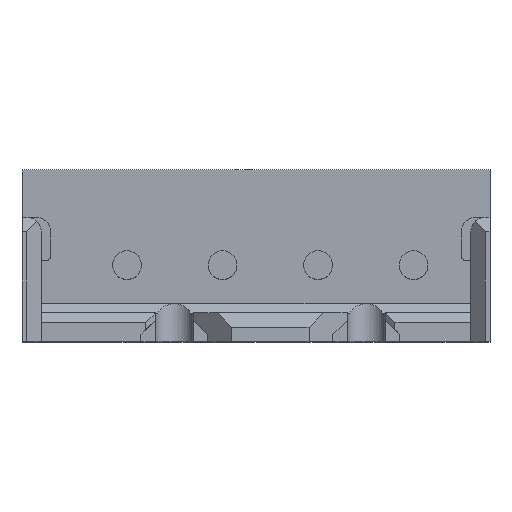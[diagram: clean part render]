
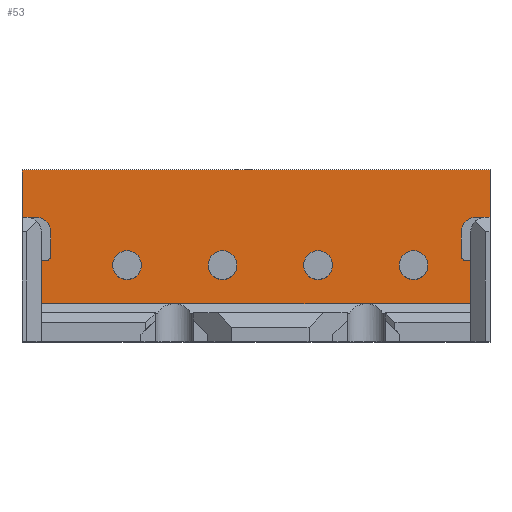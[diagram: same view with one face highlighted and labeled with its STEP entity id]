
A CAD part, top view. The second image highlights one B-rep face of the part: STEP entity #53.
In plain terms, the highlighted planar face has unit normal (0, 0, 1).
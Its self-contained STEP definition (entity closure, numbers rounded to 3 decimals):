
#53=ADVANCED_FACE('',(#210,#211,#212,#213,#214),#215,.T.);
#210=FACE_OUTER_BOUND('',#518,.T.);
#211=FACE_BOUND('',#519,.T.);
#212=FACE_BOUND('',#520,.T.);
#213=FACE_BOUND('',#521,.T.);
#214=FACE_BOUND('',#522,.T.);
#215=PLANE('',#523);
#518=EDGE_LOOP('',(#1006,#1007,#1008,#1009,#1010,#1011,#1012,#1013,#1014,#1015,#1016,#1017,#1018,#1019,#1020,#1021,#1022,#1023,#1024));
#519=EDGE_LOOP('',(#1025,#1026));
#520=EDGE_LOOP('',(#1027,#1028));
#521=EDGE_LOOP('',(#1029,#1030));
#522=EDGE_LOOP('',(#1031,#1032));
#523=AXIS2_PLACEMENT_3D('',#1033,#1034,#1035);
#1006=ORIENTED_EDGE('',*,*,#2191,.T.);
#1007=ORIENTED_EDGE('',*,*,#2213,.T.);
#1008=ORIENTED_EDGE('',*,*,#2214,.F.);
#1009=ORIENTED_EDGE('',*,*,#2215,.T.);
#1010=ORIENTED_EDGE('',*,*,#2216,.T.);
#1011=ORIENTED_EDGE('',*,*,#2217,.F.);
#1012=ORIENTED_EDGE('',*,*,#2218,.T.);
#1013=ORIENTED_EDGE('',*,*,#2205,.F.);
#1014=ORIENTED_EDGE('',*,*,#2219,.T.);
#1015=ORIENTED_EDGE('',*,*,#2220,.F.);
#1016=ORIENTED_EDGE('',*,*,#2221,.F.);
#1017=ORIENTED_EDGE('',*,*,#2222,.F.);
#1018=ORIENTED_EDGE('',*,*,#2223,.F.);
#1019=ORIENTED_EDGE('',*,*,#2224,.T.);
#1020=ORIENTED_EDGE('',*,*,#2212,.F.);
#1021=ORIENTED_EDGE('',*,*,#2225,.T.);
#1022=ORIENTED_EDGE('',*,*,#2226,.T.);
#1023=ORIENTED_EDGE('',*,*,#2227,.T.);
#1024=ORIENTED_EDGE('',*,*,#2228,.T.);
#1025=ORIENTED_EDGE('',*,*,#2229,.T.);
#1026=ORIENTED_EDGE('',*,*,#2230,.T.);
#1027=ORIENTED_EDGE('',*,*,#2231,.T.);
#1028=ORIENTED_EDGE('',*,*,#2232,.T.);
#1029=ORIENTED_EDGE('',*,*,#2233,.T.);
#1030=ORIENTED_EDGE('',*,*,#2234,.T.);
#1031=ORIENTED_EDGE('',*,*,#2235,.T.);
#1032=ORIENTED_EDGE('',*,*,#2236,.T.);
#1033=CARTESIAN_POINT('',(4.9,1.0,-5.1));
#1034=DIRECTION('',(0.0,0.0,1.0));
#1035=DIRECTION('',(1.0,0.0,0.0));
#2191=EDGE_CURVE('',#2600,#2598,#2601,.T.);
#2205=EDGE_CURVE('',#2626,#2621,#2628,.T.);
#2212=EDGE_CURVE('',#2639,#2630,#2641,.T.);
#2213=EDGE_CURVE('',#2598,#2642,#2643,.T.);
#2214=EDGE_CURVE('',#2644,#2642,#2645,.T.);
#2215=EDGE_CURVE('',#2644,#2646,#2647,.T.);
#2216=EDGE_CURVE('',#2646,#2648,#2649,.T.);
#2217=EDGE_CURVE('',#2650,#2648,#2651,.T.);
#2218=EDGE_CURVE('',#2650,#2621,#2652,.T.);
#2219=EDGE_CURVE('',#2626,#2653,#2654,.T.);
#2220=EDGE_CURVE('',#2655,#2653,#2656,.T.);
#2221=EDGE_CURVE('',#2657,#2655,#2658,.T.);
#2222=EDGE_CURVE('',#2659,#2657,#2660,.T.);
#2223=EDGE_CURVE('',#2661,#2659,#2662,.T.);
#2224=EDGE_CURVE('',#2661,#2630,#2663,.T.);
#2225=EDGE_CURVE('',#2639,#2664,#2665,.T.);
#2226=EDGE_CURVE('',#2664,#2666,#2667,.T.);
#2227=EDGE_CURVE('',#2666,#2668,#2669,.T.);
#2228=EDGE_CURVE('',#2668,#2600,#2670,.T.);
#2229=EDGE_CURVE('',#2671,#2672,#2673,.T.);
#2230=EDGE_CURVE('',#2672,#2671,#2674,.T.);
#2231=EDGE_CURVE('',#2675,#2676,#2677,.T.);
#2232=EDGE_CURVE('',#2676,#2675,#2678,.T.);
#2233=EDGE_CURVE('',#2679,#2680,#2681,.T.);
#2234=EDGE_CURVE('',#2680,#2679,#2682,.T.);
#2235=EDGE_CURVE('',#2683,#2684,#2685,.T.);
#2236=EDGE_CURVE('',#2684,#2683,#2686,.T.);
#2598=VERTEX_POINT('',#3282);
#2600=VERTEX_POINT('',#3285);
#2601=LINE('',#3286,#3287);
#2621=VERTEX_POINT('',#3317);
#2626=VERTEX_POINT('',#3324);
#2628=LINE('',#3327,#3328);
#2630=VERTEX_POINT('',#3330);
#2639=VERTEX_POINT('',#3344);
#2641=LINE('',#3347,#3348);
#2642=VERTEX_POINT('',#3349);
#2643=LINE('',#3350,#3351);
#2644=VERTEX_POINT('',#3352);
#2645=LINE('',#3353,#3354);
#2646=VERTEX_POINT('',#3355);
#2647=LINE('',#3356,#3357);
#2648=VERTEX_POINT('',#3358);
#2649=CIRCLE('',#3359,0.3);
#2650=VERTEX_POINT('',#3360);
#2651=LINE('',#3361,#3362);
#2652=CIRCLE('',#3363,0.1);
#2653=VERTEX_POINT('',#3364);
#2654=LINE('',#3365,#3366);
#2655=VERTEX_POINT('',#3367);
#2656=LINE('',#3368,#3369);
#2657=VERTEX_POINT('',#3370);
#2658=LINE('',#3371,#3372);
#2659=VERTEX_POINT('',#3373);
#2660=LINE('',#3374,#3375);
#2661=VERTEX_POINT('',#3376);
#2662=LINE('',#3377,#3378);
#2663=LINE('',#3379,#3380);
#2664=VERTEX_POINT('',#3381);
#2665=CIRCLE('',#3382,0.1);
#2666=VERTEX_POINT('',#3383);
#2667=LINE('',#3384,#3385);
#2668=VERTEX_POINT('',#3386);
#2669=CIRCLE('',#3387,0.3);
#2670=LINE('',#3388,#3389);
#2671=VERTEX_POINT('',#3390);
#2672=VERTEX_POINT('',#3391);
#2673=CIRCLE('',#3392,0.3);
#2674=CIRCLE('',#3393,0.3);
#2675=VERTEX_POINT('',#3394);
#2676=VERTEX_POINT('',#3395);
#2677=CIRCLE('',#3396,0.3);
#2678=CIRCLE('',#3397,0.3);
#2679=VERTEX_POINT('',#3398);
#2680=VERTEX_POINT('',#3399);
#2681=CIRCLE('',#3400,0.3);
#2682=CIRCLE('',#3401,0.3);
#2683=VERTEX_POINT('',#3402);
#2684=VERTEX_POINT('',#3403);
#2685=CIRCLE('',#3404,0.3);
#2686=CIRCLE('',#3405,0.3);
#3282=CARTESIAN_POINT('',(4.9,2.0,-5.1));
#3285=CARTESIAN_POINT('',(4.9,1.0,-5.1));
#3286=CARTESIAN_POINT('',(4.9,1.0,-5.1));
#3287=VECTOR('',#4349,1.0);
#3317=CARTESIAN_POINT('',(-4.4,0.1,-5.1));
#3324=CARTESIAN_POINT('',(-4.5,0.1,-5.1));
#3327=CARTESIAN_POINT('',(-4.5,0.1,-5.1));
#3328=VECTOR('',#4363,0.1);
#3330=CARTESIAN_POINT('',(4.5,0.1,-5.1));
#3344=CARTESIAN_POINT('',(4.4,0.1,-5.1));
#3347=CARTESIAN_POINT('',(4.4,0.1,-5.1));
#3348=VECTOR('',#4370,0.1);
#3349=CARTESIAN_POINT('',(-4.9,2.0,-5.1));
#3350=CARTESIAN_POINT('',(4.9,2.0,-5.1));
#3351=VECTOR('',#4371,9.8);
#3352=CARTESIAN_POINT('',(-4.9,1.0,-5.1));
#3353=CARTESIAN_POINT('',(-4.9,1.0,-5.1));
#3354=VECTOR('',#4372,1.0);
#3355=CARTESIAN_POINT('',(-4.6,1.0,-5.1));
#3356=CARTESIAN_POINT('',(-4.9,1.0,-5.1));
#3357=VECTOR('',#4373,0.3);
#3358=CARTESIAN_POINT('',(-4.3,0.7,-5.1));
#3359=AXIS2_PLACEMENT_3D('',#4374,#4375,#4376);
#3360=CARTESIAN_POINT('',(-4.3,0.2,-5.1));
#3361=CARTESIAN_POINT('',(-4.3,0.2,-5.1));
#3362=VECTOR('',#4377,0.5);
#3363=AXIS2_PLACEMENT_3D('',#4378,#4379,#4380);
#3364=CARTESIAN_POINT('',(-4.5,0.0,-5.1));
#3365=CARTESIAN_POINT('',(-4.5,0.1,-5.1));
#3366=VECTOR('',#4381,0.1);
#3367=CARTESIAN_POINT('',(-4.5,-0.8,-5.1));
#3368=CARTESIAN_POINT('',(-4.5,-0.8,-5.1));
#3369=VECTOR('',#4382,0.8);
#3370=CARTESIAN_POINT('',(-1.71,-0.8,-5.1));
#3371=CARTESIAN_POINT('',(-1.71,-0.8,-5.1));
#3372=VECTOR('',#4383,2.79);
#3373=CARTESIAN_POINT('',(2.31,-0.8,-5.1));
#3374=CARTESIAN_POINT('',(2.31,-0.8,-5.1));
#3375=VECTOR('',#4384,4.02);
#3376=CARTESIAN_POINT('',(4.5,-0.8,-5.1));
#3377=CARTESIAN_POINT('',(4.5,-0.8,-5.1));
#3378=VECTOR('',#4385,2.19);
#3379=CARTESIAN_POINT('',(4.5,-0.8,-5.1));
#3380=VECTOR('',#4386,0.9);
#3381=CARTESIAN_POINT('',(4.3,0.2,-5.1));
#3382=AXIS2_PLACEMENT_3D('',#4387,#4388,#4389);
#3383=CARTESIAN_POINT('',(4.3,0.7,-5.1));
#3384=CARTESIAN_POINT('',(4.3,0.2,-5.1));
#3385=VECTOR('',#4390,0.5);
#3386=CARTESIAN_POINT('',(4.6,1.0,-5.1));
#3387=AXIS2_PLACEMENT_3D('',#4391,#4392,#4393);
#3388=CARTESIAN_POINT('',(4.6,1.0,-5.1));
#3389=VECTOR('',#4394,0.3);
#3390=CARTESIAN_POINT('',(-2.7,-0.3,-5.1));
#3391=CARTESIAN_POINT('',(-2.7,0.3,-5.1));
#3392=AXIS2_PLACEMENT_3D('',#4395,#4396,#4397);
#3393=AXIS2_PLACEMENT_3D('',#4398,#4399,#4400);
#3394=CARTESIAN_POINT('',(-0.7,-0.3,-5.1));
#3395=CARTESIAN_POINT('',(-0.7,0.3,-5.1));
#3396=AXIS2_PLACEMENT_3D('',#4401,#4402,#4403);
#3397=AXIS2_PLACEMENT_3D('',#4404,#4405,#4406);
#3398=CARTESIAN_POINT('',(1.3,-0.3,-5.1));
#3399=CARTESIAN_POINT('',(1.3,0.3,-5.1));
#3400=AXIS2_PLACEMENT_3D('',#4407,#4408,#4409);
#3401=AXIS2_PLACEMENT_3D('',#4410,#4411,#4412);
#3402=CARTESIAN_POINT('',(3.3,-0.3,-5.1));
#3403=CARTESIAN_POINT('',(3.3,0.3,-5.1));
#3404=AXIS2_PLACEMENT_3D('',#4413,#4414,#4415);
#3405=AXIS2_PLACEMENT_3D('',#4416,#4417,#4418);
#4349=DIRECTION('',(0.0,1.0,0.0));
#4363=DIRECTION('',(1.0,0.0,0.0));
#4370=DIRECTION('',(1.0,0.0,0.0));
#4371=DIRECTION('',(-1.0,0.0,0.0));
#4372=DIRECTION('',(0.0,1.0,0.0));
#4373=DIRECTION('',(1.0,0.0,0.0));
#4374=CARTESIAN_POINT('',(-4.6,0.7,-5.1));
#4375=DIRECTION('',(0.0,0.0,-1.0));
#4376=DIRECTION('',(0.0,1.0,0.0));
#4377=DIRECTION('',(0.0,1.0,0.0));
#4378=CARTESIAN_POINT('',(-4.4,0.2,-5.1));
#4379=DIRECTION('',(0.0,0.0,-1.0));
#4380=DIRECTION('',(1.0,0.0,0.0));
#4381=DIRECTION('',(0.0,-1.0,0.0));
#4382=DIRECTION('',(0.0,1.0,0.0));
#4383=DIRECTION('',(-1.0,0.0,0.0));
#4384=DIRECTION('',(-1.0,0.0,0.0));
#4385=DIRECTION('',(-1.0,0.0,0.0));
#4386=DIRECTION('',(0.0,1.0,0.0));
#4387=CARTESIAN_POINT('',(4.4,0.2,-5.1));
#4388=DIRECTION('',(0.0,0.0,-1.0));
#4389=DIRECTION('',(0.0,-1.0,0.0));
#4390=DIRECTION('',(0.0,1.0,0.0));
#4391=CARTESIAN_POINT('',(4.6,0.7,-5.1));
#4392=DIRECTION('',(0.0,0.0,-1.0));
#4393=DIRECTION('',(-1.0,0.0,0.0));
#4394=DIRECTION('',(1.0,0.0,0.0));
#4395=CARTESIAN_POINT('',(-2.7,0.0,-5.1));
#4396=DIRECTION('',(0.0,0.0,-1.0));
#4397=DIRECTION('',(0.0,-1.0,0.0));
#4398=CARTESIAN_POINT('',(-2.7,0.0,-5.1));
#4399=DIRECTION('',(0.0,0.0,-1.0));
#4400=DIRECTION('',(0.0,1.0,0.0));
#4401=CARTESIAN_POINT('',(-0.7,0.0,-5.1));
#4402=DIRECTION('',(0.0,0.0,-1.0));
#4403=DIRECTION('',(0.0,-1.0,0.0));
#4404=CARTESIAN_POINT('',(-0.7,0.0,-5.1));
#4405=DIRECTION('',(0.0,0.0,-1.0));
#4406=DIRECTION('',(0.0,1.0,0.0));
#4407=CARTESIAN_POINT('',(1.3,0.0,-5.1));
#4408=DIRECTION('',(0.0,0.0,-1.0));
#4409=DIRECTION('',(0.0,-1.0,0.0));
#4410=CARTESIAN_POINT('',(1.3,0.0,-5.1));
#4411=DIRECTION('',(0.0,0.0,-1.0));
#4412=DIRECTION('',(0.0,1.0,0.0));
#4413=CARTESIAN_POINT('',(3.3,0.0,-5.1));
#4414=DIRECTION('',(0.0,0.0,-1.0));
#4415=DIRECTION('',(0.0,-1.0,0.0));
#4416=CARTESIAN_POINT('',(3.3,0.0,-5.1));
#4417=DIRECTION('',(0.0,0.0,-1.0));
#4418=DIRECTION('',(0.0,1.0,0.0));
